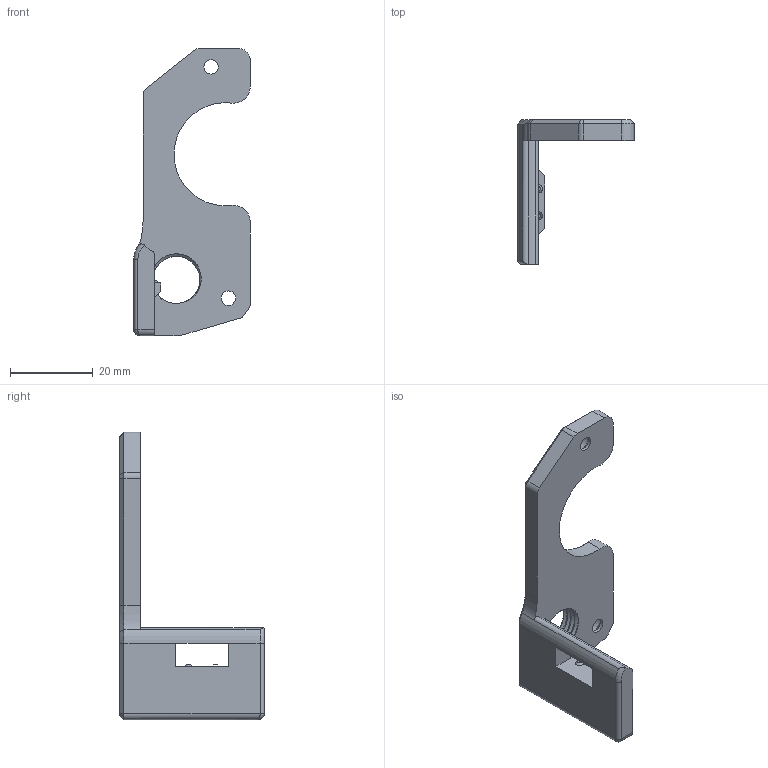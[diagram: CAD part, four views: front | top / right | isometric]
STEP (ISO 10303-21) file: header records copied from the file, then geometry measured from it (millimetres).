
FILE_DESCRIPTION(/* description */ (''),/* implementation_level */ '2;1');
FILE_NAME(/* name */ 'A_Drive_Umbilical_PG7_Integral_Y_Endstop.step',/* time_stamp */ '2022-12-05T12:52:20-06:00',/* author */ (''),/* organization */ (''),/* preprocessor_version */ 'ST-DEVELOPER v19.2',/* originating_system */ 'Autodesk Translation Framework v11.17.0.187',/* authorisation */ '');
FILE_SCHEMA (('AUTOMOTIVE_DESIGN { 1 0 10303 214 3 1 1 }'));
Length unit declared in the file: millimetre
Products named in the file (1): A_Drive_Umbilical_PG7_Y_Endstop
Bounding box: 28.22 x 35 x 69.67 mm (x, y, z)
Volume: 8696.1 mm3; surface area: 5342.5 mm2
Topology: 1 solids, 1 shells, 84 faces, 216 edges, 133 vertices
Faces by surface type: plane 33, cylinder 30, cone 15, bspline 5, torus 1
Full cylindrical faces by diameter (mm): 3.5 x2, 6 x2, 11.43 x3, 12.65 x3
Entity records: 4919 total; most frequent: CARTESIAN_POINT 2862, ORIENTED_EDGE 430, DIRECTION 406, EDGE_CURVE 215, AXIS2_PLACEMENT_3D 142, VERTEX_POINT 133, LINE 122, VECTOR 122
